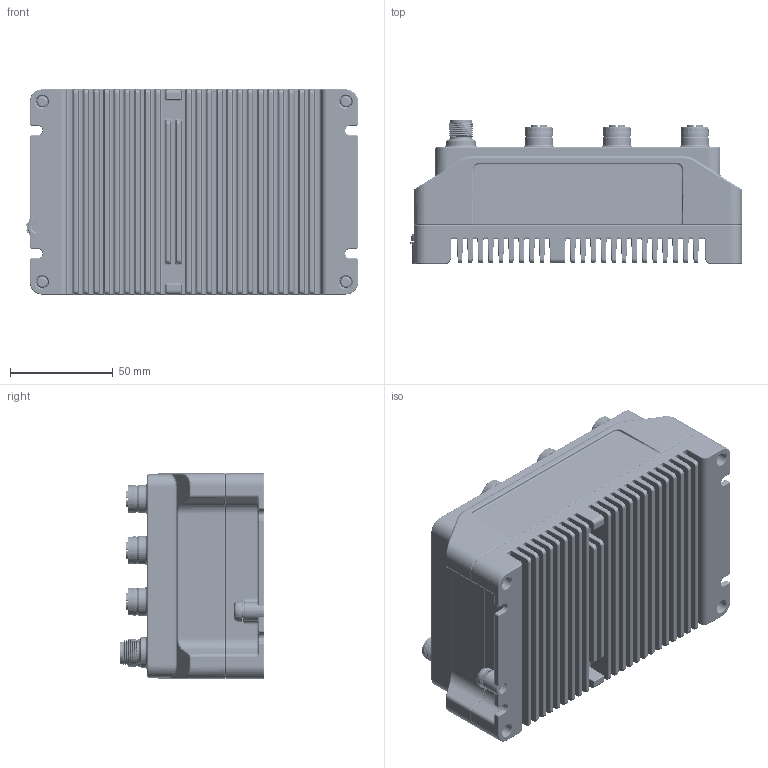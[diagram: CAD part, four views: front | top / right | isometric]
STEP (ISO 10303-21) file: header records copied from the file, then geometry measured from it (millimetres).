
FILE_DESCRIPTION (( 'STEP AP214' ), '1' );
FILE_NAME ('EKI-9508G-PW-B(STEP).STEP', '2024-11-18T01:05:47', ( '' ), ( '' ), 'SwSTEP 2.0', 'SolidWorks 2022', '' );
FILE_SCHEMA (( 'AUTOMOTIVE_DESIGN' ));
Length unit declared in the file: millimetre
Products named in the file (1): EKI-9508G-PW-B(STEP)
Bounding box: 161.84 x 70.48 x 100 mm (x, y, z)
Volume: 744019.1 mm3; surface area: 133103.4 mm2
Topology: 1 solids, 22 shells, 7322 faces, 19004 edges, 12304 vertices
Faces by surface type: plane 2740, bspline 2379, cylinder 1711, torus 298, cone 186, sphere 8
Entity records: 268785 total; most frequent: CARTESIAN_POINT 106410, ORIENTED_EDGE 37896, DIRECTION 27329, EDGE_CURVE 18948, VERTEX_POINT 12300, AXIS2_PLACEMENT_3D 9413, VECTOR 8503, LINE 8503
